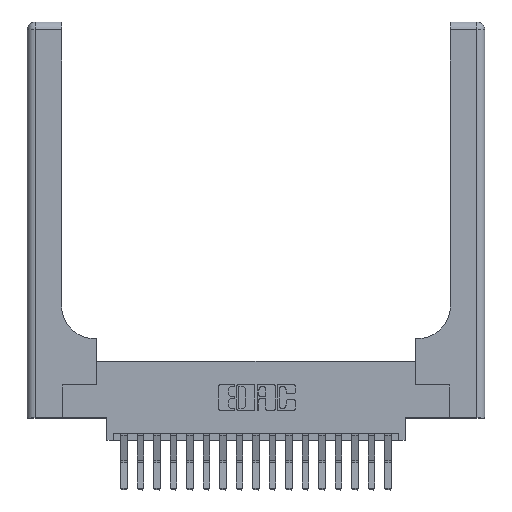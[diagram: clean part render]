
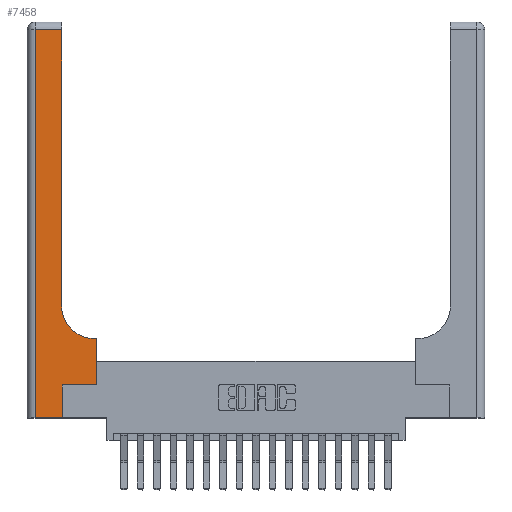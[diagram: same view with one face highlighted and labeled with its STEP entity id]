
A CAD part, top view. The second image highlights one B-rep face of the part: STEP entity #7458.
In plain terms, the highlighted planar face has unit normal (0, 0, 1).
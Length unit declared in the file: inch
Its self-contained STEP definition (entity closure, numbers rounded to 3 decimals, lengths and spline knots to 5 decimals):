
#455 = VECTOR ( 'NONE', #4679, 39.37008 ) ;
#636 = VERTEX_POINT ( 'NONE', #3979 ) ;
#841 = DIRECTION ( 'NONE',  ( 0., 0., -1. ) ) ;
#870 = VECTOR ( 'NONE', #14031, 39.37008 ) ;
#1076 = FACE_OUTER_BOUND ( 'NONE', #4851, .T. ) ;
#1219 = VERTEX_POINT ( 'NONE', #18285 ) ;
#1322 = DIRECTION ( 'NONE',  ( 1., 0., 0. ) ) ;
#1394 = CARTESIAN_POINT ( 'NONE',  ( 0.26, 0.6, 0.37 ) ) ;
#1570 = CIRCLE ( 'NONE', #12750, 0.25 ) ;
#1992 = LINE ( 'NONE', #9431, #13205 ) ;
#2064 = EDGE_CURVE ( 'NONE', #11133, #636, #1570, .T. ) ;
#2587 = CARTESIAN_POINT ( 'NONE',  ( 0.51, 0.85, 0.37 ) ) ;
#2714 = DIRECTION ( 'NONE',  ( 0., 0., -1. ) ) ;
#3079 = LINE ( 'NONE', #8010, #5952 ) ;
#3454 = ORIENTED_EDGE ( 'NONE', *, *, #11389, .T. ) ;
#3786 = DIRECTION ( 'NONE',  ( -1., 0., 0. ) ) ;
#3979 = CARTESIAN_POINT ( 'NONE',  ( 0.26, 0.85, 0.37 ) ) ;
#4308 = ORIENTED_EDGE ( 'NONE', *, *, #2064, .T. ) ;
#4491 = CARTESIAN_POINT ( 'NONE',  ( 0.528, 0.25, 0.37 ) ) ;
#4679 = DIRECTION ( 'NONE',  ( -1., 0., 0. ) ) ;
#4851 = EDGE_LOOP ( 'NONE', ( #10050, #14191, #8621, #4966, #14955, #6243, #11713, #3454, #4308 ) ) ;
#4966 = ORIENTED_EDGE ( 'NONE', *, *, #17133, .T. ) ;
#5430 = CARTESIAN_POINT ( 'NONE',  ( 0., 2.94, 0.37 ) ) ;
#5809 = CARTESIAN_POINT ( 'NONE',  ( 0., 3., 0.37 ) ) ;
#5952 = VECTOR ( 'NONE', #1322, 39.37008 ) ;
#6054 = VECTOR ( 'NONE', #15638, 39.37008 ) ;
#6243 = ORIENTED_EDGE ( 'NONE', *, *, #7025, .T. ) ;
#6972 = LINE ( 'NONE', #5430, #15120 ) ;
#7013 = DIRECTION ( 'NONE',  ( 1., 0., 0. ) ) ;
#7025 = EDGE_CURVE ( 'NONE', #8421, #16299, #1992, .T. ) ;
#7082 = LINE ( 'NONE', #16753, #18082 ) ;
#7345 = CARTESIAN_POINT ( 'NONE',  ( 0.528, 0.25, 0.37 ) ) ;
#7354 = PLANE ( 'NONE',  #10268 ) ;
#7458 = ADVANCED_FACE ( 'NONE', ( #1076 ), #7354, .F. ) ;
#7699 = VECTOR ( 'NONE', #19373, 39.37008 ) ;
#8010 = CARTESIAN_POINT ( 'NONE',  ( 0., 0., 0.37 ) ) ;
#8421 = VERTEX_POINT ( 'NONE', #11614 ) ;
#8621 = ORIENTED_EDGE ( 'NONE', *, *, #16095, .T. ) ;
#8989 = DIRECTION ( 'NONE',  ( -1., 0., 0. ) ) ;
#9329 = VERTEX_POINT ( 'NONE', #17820 ) ;
#9431 = CARTESIAN_POINT ( 'NONE',  ( 0.265, 0.25, 0.37 ) ) ;
#10050 = ORIENTED_EDGE ( 'NONE', *, *, #14907, .T. ) ;
#10268 = AXIS2_PLACEMENT_3D ( 'NONE', #5809, #2714, #8989 ) ;
#10622 = VERTEX_POINT ( 'NONE', #13716 ) ;
#10634 = LINE ( 'NONE', #7345, #870 ) ;
#11015 = CARTESIAN_POINT ( 'NONE',  ( 0.26, 3., 0.37 ) ) ;
#11133 = VERTEX_POINT ( 'NONE', #11419 ) ;
#11176 = DIRECTION ( 'NONE',  ( 1., 0., 0. ) ) ;
#11389 = EDGE_CURVE ( 'NONE', #18581, #11133, #18781, .T. ) ;
#11419 = CARTESIAN_POINT ( 'NONE',  ( 0.51, 0.6, 0.37 ) ) ;
#11450 = EDGE_CURVE ( 'NONE', #9329, #8421, #17720, .T. ) ;
#11614 = CARTESIAN_POINT ( 'NONE',  ( 0.265, 0.25, 0.37 ) ) ;
#11713 = ORIENTED_EDGE ( 'NONE', *, *, #14508, .T. ) ;
#12563 = LINE ( 'NONE', #11015, #6054 ) ;
#12750 = AXIS2_PLACEMENT_3D ( 'NONE', #2587, #841, #7013 ) ;
#13205 = VECTOR ( 'NONE', #11176, 39.37008 ) ;
#13716 = CARTESIAN_POINT ( 'NONE',  ( 0.26, 2.94, 0.37 ) ) ;
#14031 = DIRECTION ( 'NONE',  ( 0., 1., 0. ) ) ;
#14191 = ORIENTED_EDGE ( 'NONE', *, *, #16109, .T. ) ;
#14508 = EDGE_CURVE ( 'NONE', #16299, #18581, #10634, .T. ) ;
#14907 = EDGE_CURVE ( 'NONE', #636, #10622, #12563, .T. ) ;
#14955 = ORIENTED_EDGE ( 'NONE', *, *, #11450, .T. ) ;
#15120 = VECTOR ( 'NONE', #3786, 39.37008 ) ;
#15221 = VERTEX_POINT ( 'NONE', #15516 ) ;
#15516 = CARTESIAN_POINT ( 'NONE',  ( 0.06, 0., 0.37 ) ) ;
#15638 = DIRECTION ( 'NONE',  ( 0., 1., 0. ) ) ;
#16095 = EDGE_CURVE ( 'NONE', #1219, #15221, #7082, .T. ) ;
#16109 = EDGE_CURVE ( 'NONE', #10622, #1219, #6972, .T. ) ;
#16299 = VERTEX_POINT ( 'NONE', #4491 ) ;
#16753 = CARTESIAN_POINT ( 'NONE',  ( 0.06, 3., 0.37 ) ) ;
#17133 = EDGE_CURVE ( 'NONE', #15221, #9329, #3079, .T. ) ;
#17629 = CARTESIAN_POINT ( 'NONE',  ( 0.265, 0., 0.37 ) ) ;
#17720 = LINE ( 'NONE', #17629, #7699 ) ;
#17820 = CARTESIAN_POINT ( 'NONE',  ( 0.265, 0., 0.37 ) ) ;
#18082 = VECTOR ( 'NONE', #19619, 39.37008 ) ;
#18285 = CARTESIAN_POINT ( 'NONE',  ( 0.06, 2.94, 0.37 ) ) ;
#18581 = VERTEX_POINT ( 'NONE', #19139 ) ;
#18781 = LINE ( 'NONE', #1394, #455 ) ;
#19139 = CARTESIAN_POINT ( 'NONE',  ( 0.528, 0.6, 0.37 ) ) ;
#19373 = DIRECTION ( 'NONE',  ( 0., 1., 0. ) ) ;
#19619 = DIRECTION ( 'NONE',  ( 0., -1., 0. ) ) ;
